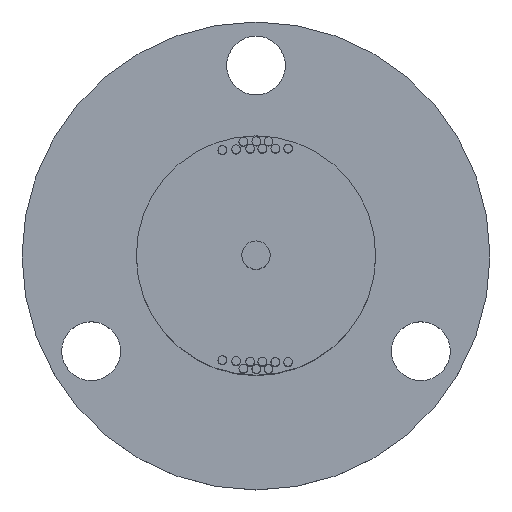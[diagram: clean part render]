
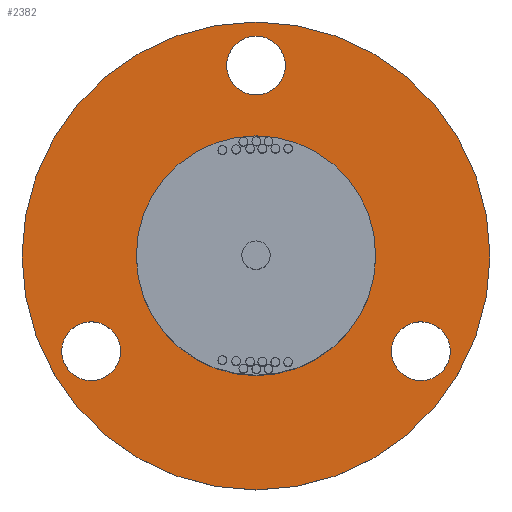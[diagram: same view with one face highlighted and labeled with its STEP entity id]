
A CAD part, top view. The second image highlights one B-rep face of the part: STEP entity #2382.
In plain terms, the highlighted planar face has unit normal (0, 0, 1).
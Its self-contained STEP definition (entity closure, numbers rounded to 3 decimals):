
#57 = CIRCLE ( 'NONE', #1385, 21.5 ) ;
#118 = CIRCLE ( 'NONE', #1451, 2.7 ) ;
#133 = VERTEX_POINT ( 'NONE', #896 ) ;
#158 = CARTESIAN_POINT ( 'NONE',  ( 0., 17.5, 9.8 ) ) ;
#230 = CARTESIAN_POINT ( 'NONE',  ( 0., 17.5, 9.8 ) ) ;
#354 = AXIS2_PLACEMENT_3D ( 'NONE', #1253, #3229, #1533 ) ;
#373 = PLANE ( 'NONE',  #2192 ) ;
#396 = CARTESIAN_POINT ( 'NONE',  ( 15.155, -8.75, 9.8 ) ) ;
#407 = ORIENTED_EDGE ( 'NONE', *, *, #3467, .F. ) ;
#408 = CARTESIAN_POINT ( 'NONE',  ( -21.5, 0., 9.8 ) ) ;
#443 = VERTEX_POINT ( 'NONE', #3284 ) ;
#582 = FACE_BOUND ( 'NONE', #1146, .T. ) ;
#611 = CIRCLE ( 'NONE', #2487, 2.7 ) ;
#619 = ORIENTED_EDGE ( 'NONE', *, *, #903, .F. ) ;
#652 = EDGE_CURVE ( 'NONE', #3496, #443, #57, .T. ) ;
#690 = DIRECTION ( 'NONE',  ( 1., 0., 0. ) ) ;
#753 = AXIS2_PLACEMENT_3D ( 'NONE', #1607, #1315, #3570 ) ;
#794 = DIRECTION ( 'NONE',  ( 1., 0., 0. ) ) ;
#814 = EDGE_CURVE ( 'NONE', #2121, #2783, #1129, .T. ) ;
#822 = DIRECTION ( 'NONE',  ( 0., 0., 1. ) ) ;
#870 = EDGE_LOOP ( 'NONE', ( #1677, #2481 ) ) ;
#896 = CARTESIAN_POINT ( 'NONE',  ( 17.855, -8.75, 9.8 ) ) ;
#903 = EDGE_CURVE ( 'NONE', #1712, #1119, #1604, .T. ) ;
#962 = DIRECTION ( 'NONE',  ( 1., 0., 0. ) ) ;
#982 = CARTESIAN_POINT ( 'NONE',  ( 0., 0., 9.8 ) ) ;
#1074 = CARTESIAN_POINT ( 'NONE',  ( 12.455, -8.75, 9.8 ) ) ;
#1077 = CARTESIAN_POINT ( 'NONE',  ( 0., 0., 9.8 ) ) ;
#1119 = VERTEX_POINT ( 'NONE', #1390 ) ;
#1129 = CIRCLE ( 'NONE', #354, 2.7 ) ;
#1146 = EDGE_LOOP ( 'NONE', ( #2767, #2692 ) ) ;
#1223 = CIRCLE ( 'NONE', #753, 11. ) ;
#1253 = CARTESIAN_POINT ( 'NONE',  ( -15.155, -8.75, 9.8 ) ) ;
#1286 = ORIENTED_EDGE ( 'NONE', *, *, #2605, .F. ) ;
#1315 = DIRECTION ( 'NONE',  ( 0., 0., 1. ) ) ;
#1320 = FACE_BOUND ( 'NONE', #2011, .T. ) ;
#1345 = CARTESIAN_POINT ( 'NONE',  ( 11., 0., 9.8 ) ) ;
#1385 = AXIS2_PLACEMENT_3D ( 'NONE', #3286, #822, #2646 ) ;
#1390 = CARTESIAN_POINT ( 'NONE',  ( -11., 0., 9.8 ) ) ;
#1451 = AXIS2_PLACEMENT_3D ( 'NONE', #1908, #2446, #1621 ) ;
#1487 = CARTESIAN_POINT ( 'NONE',  ( -2.7, 17.5, 9.8 ) ) ;
#1506 = DIRECTION ( 'NONE',  ( 0., 0., 1. ) ) ;
#1533 = DIRECTION ( 'NONE',  ( 1., 0., 0. ) ) ;
#1575 = VERTEX_POINT ( 'NONE', #3321 ) ;
#1604 = CIRCLE ( 'NONE', #2619, 11. ) ;
#1607 = CARTESIAN_POINT ( 'NONE',  ( 0., 0., 9.8 ) ) ;
#1621 = DIRECTION ( 'NONE',  ( 1., 0., 0. ) ) ;
#1634 = DIRECTION ( 'NONE',  ( 0., 0., 1. ) ) ;
#1654 = DIRECTION ( 'NONE',  ( 1., 0., 0. ) ) ;
#1677 = ORIENTED_EDGE ( 'NONE', *, *, #652, .T. ) ;
#1712 = VERTEX_POINT ( 'NONE', #1345 ) ;
#1745 = DIRECTION ( 'NONE',  ( 1., 0., 0. ) ) ;
#1817 = EDGE_CURVE ( 'NONE', #1575, #3387, #2086, .T. ) ;
#1858 = VERTEX_POINT ( 'NONE', #1074 ) ;
#1894 = DIRECTION ( 'NONE',  ( 1., 0., 0. ) ) ;
#1908 = CARTESIAN_POINT ( 'NONE',  ( -15.155, -8.75, 9.8 ) ) ;
#2011 = EDGE_LOOP ( 'NONE', ( #2774, #3206 ) ) ;
#2017 = AXIS2_PLACEMENT_3D ( 'NONE', #1077, #1634, #794 ) ;
#2066 = FACE_OUTER_BOUND ( 'NONE', #870, .T. ) ;
#2086 = CIRCLE ( 'NONE', #2579, 2.7 ) ;
#2121 = VERTEX_POINT ( 'NONE', #3345 ) ;
#2124 = DIRECTION ( 'NONE',  ( 0., 0., 1. ) ) ;
#2192 = AXIS2_PLACEMENT_3D ( 'NONE', #2890, #2935, #962 ) ;
#2206 = CIRCLE ( 'NONE', #2017, 21.5 ) ;
#2354 = CARTESIAN_POINT ( 'NONE',  ( -17.855, -8.75, 9.8 ) ) ;
#2355 = DIRECTION ( 'NONE',  ( 0., 0., 1. ) ) ;
#2382 = ADVANCED_FACE ( 'NONE', ( #3481, #1320, #582, #2066, #2732 ), #373, .T. ) ;
#2385 = CARTESIAN_POINT ( 'NONE',  ( 15.155, -8.75, 9.8 ) ) ;
#2446 = DIRECTION ( 'NONE',  ( 0., 0., 1. ) ) ;
#2481 = ORIENTED_EDGE ( 'NONE', *, *, #2543, .T. ) ;
#2487 = AXIS2_PLACEMENT_3D ( 'NONE', #396, #2355, #690 ) ;
#2500 = CIRCLE ( 'NONE', #3198, 2.7 ) ;
#2534 = EDGE_CURVE ( 'NONE', #2783, #2121, #118, .T. ) ;
#2543 = EDGE_CURVE ( 'NONE', #443, #3496, #2206, .T. ) ;
#2579 = AXIS2_PLACEMENT_3D ( 'NONE', #230, #2753, #1894 ) ;
#2605 = EDGE_CURVE ( 'NONE', #1858, #133, #2770, .T. ) ;
#2619 = AXIS2_PLACEMENT_3D ( 'NONE', #982, #3180, #1654 ) ;
#2646 = DIRECTION ( 'NONE',  ( 1., 0., 0. ) ) ;
#2692 = ORIENTED_EDGE ( 'NONE', *, *, #1817, .F. ) ;
#2732 = FACE_BOUND ( 'NONE', #2754, .T. ) ;
#2753 = DIRECTION ( 'NONE',  ( 0., 0., 1. ) ) ;
#2754 = EDGE_LOOP ( 'NONE', ( #3100, #619 ) ) ;
#2767 = ORIENTED_EDGE ( 'NONE', *, *, #3083, .F. ) ;
#2770 = CIRCLE ( 'NONE', #3152, 2.7 ) ;
#2774 = ORIENTED_EDGE ( 'NONE', *, *, #2534, .F. ) ;
#2783 = VERTEX_POINT ( 'NONE', #2354 ) ;
#2890 = CARTESIAN_POINT ( 'NONE',  ( 0., 0., 9.8 ) ) ;
#2912 = EDGE_CURVE ( 'NONE', #1119, #1712, #1223, .T. ) ;
#2935 = DIRECTION ( 'NONE',  ( 0., 0., 1. ) ) ;
#3083 = EDGE_CURVE ( 'NONE', #3387, #1575, #2500, .T. ) ;
#3100 = ORIENTED_EDGE ( 'NONE', *, *, #2912, .F. ) ;
#3152 = AXIS2_PLACEMENT_3D ( 'NONE', #2385, #2124, #1745 ) ;
#3180 = DIRECTION ( 'NONE',  ( 0., 0., 1. ) ) ;
#3198 = AXIS2_PLACEMENT_3D ( 'NONE', #158, #1506, #3199 ) ;
#3199 = DIRECTION ( 'NONE',  ( 1., 0., 0. ) ) ;
#3206 = ORIENTED_EDGE ( 'NONE', *, *, #814, .F. ) ;
#3229 = DIRECTION ( 'NONE',  ( 0., 0., 1. ) ) ;
#3284 = CARTESIAN_POINT ( 'NONE',  ( 21.5, 0., 9.8 ) ) ;
#3286 = CARTESIAN_POINT ( 'NONE',  ( 0., 0., 9.8 ) ) ;
#3321 = CARTESIAN_POINT ( 'NONE',  ( 2.7, 17.5, 9.8 ) ) ;
#3345 = CARTESIAN_POINT ( 'NONE',  ( -12.455, -8.75, 9.8 ) ) ;
#3387 = VERTEX_POINT ( 'NONE', #1487 ) ;
#3467 = EDGE_CURVE ( 'NONE', #133, #1858, #611, .T. ) ;
#3481 = FACE_BOUND ( 'NONE', #3635, .T. ) ;
#3496 = VERTEX_POINT ( 'NONE', #408 ) ;
#3570 = DIRECTION ( 'NONE',  ( 1., 0., 0. ) ) ;
#3635 = EDGE_LOOP ( 'NONE', ( #1286, #407 ) ) ;
